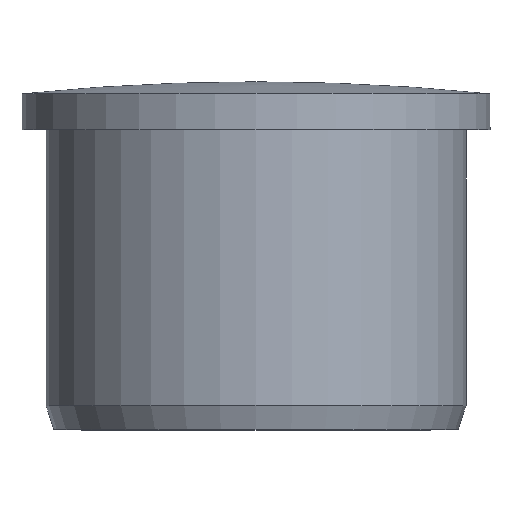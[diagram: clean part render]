
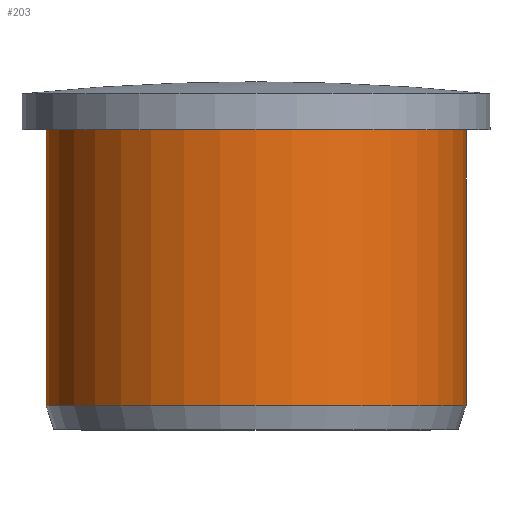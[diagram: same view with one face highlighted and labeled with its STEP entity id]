
A CAD part, top view. The second image highlights one B-rep face of the part: STEP entity #203.
In plain terms, the highlighted cylindrical face has radius 17.5 mm (diameter 35 mm), a partial arc.
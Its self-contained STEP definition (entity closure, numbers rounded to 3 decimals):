
#26 = EDGE_CURVE ( 'NONE', #311, #317, #40, .T. ) ;
#27 = CARTESIAN_POINT ( 'NONE',  ( -17.5, 28.2, 0. ) ) ;
#37 = CARTESIAN_POINT ( 'NONE',  ( 17.5, 25., 0. ) ) ;
#40 = LINE ( 'NONE', #27, #41 ) ;
#41 = VECTOR ( 'NONE', #212, 1000. ) ;
#68 = DIRECTION ( 'NONE',  ( 0., 1., 0. ) ) ;
#69 = DIRECTION ( 'NONE',  ( -1., 0., 0. ) ) ;
#70 = CIRCLE ( 'NONE', #102, 17.5 ) ;
#87 = AXIS2_PLACEMENT_3D ( 'NONE', #343, #155, #301 ) ;
#93 = FACE_OUTER_BOUND ( 'NONE', #222, .T. ) ;
#101 = CARTESIAN_POINT ( 'NONE',  ( 17.5, 28.2, 0. ) ) ;
#102 = AXIS2_PLACEMENT_3D ( 'NONE', #283, #122, #348 ) ;
#110 = ORIENTED_EDGE ( 'NONE', *, *, #193, .T. ) ;
#114 = VERTEX_POINT ( 'NONE', #304 ) ;
#122 = DIRECTION ( 'NONE',  ( 0., 1., 0. ) ) ;
#135 = ORIENTED_EDGE ( 'NONE', *, *, #26, .F. ) ;
#139 = CYLINDRICAL_SURFACE ( 'NONE', #286, 17.5 ) ;
#147 = CIRCLE ( 'NONE', #87, 17.5 ) ;
#155 = DIRECTION ( 'NONE',  ( 0., 1., 0. ) ) ;
#168 = EDGE_CURVE ( 'NONE', #317, #241, #147, .T. ) ;
#193 = EDGE_CURVE ( 'NONE', #114, #241, #356, .T. ) ;
#198 = EDGE_CURVE ( 'NONE', #311, #114, #70, .T. ) ;
#203 = ADVANCED_FACE ( 'NONE', ( #93 ), #139, .T. ) ;
#208 = ORIENTED_EDGE ( 'NONE', *, *, #168, .F. ) ;
#212 = DIRECTION ( 'NONE',  ( 0., 1., 0. ) ) ;
#222 = EDGE_LOOP ( 'NONE', ( #350, #110, #208, #135 ) ) ;
#241 = VERTEX_POINT ( 'NONE', #37 ) ;
#253 = VECTOR ( 'NONE', #68, 1000. ) ;
#254 = DIRECTION ( 'NONE',  ( 0., 1., 0. ) ) ;
#280 = CARTESIAN_POINT ( 'NONE',  ( 0., 28.2, 0. ) ) ;
#283 = CARTESIAN_POINT ( 'NONE',  ( 0., 2., 0. ) ) ;
#286 = AXIS2_PLACEMENT_3D ( 'NONE', #280, #254, #69 ) ;
#301 = DIRECTION ( 'NONE',  ( -1., 0., 0. ) ) ;
#304 = CARTESIAN_POINT ( 'NONE',  ( 17.5, 2., 0. ) ) ;
#311 = VERTEX_POINT ( 'NONE', #324 ) ;
#317 = VERTEX_POINT ( 'NONE', #359 ) ;
#324 = CARTESIAN_POINT ( 'NONE',  ( -17.5, 2., 0. ) ) ;
#343 = CARTESIAN_POINT ( 'NONE',  ( 0., 25., 0. ) ) ;
#348 = DIRECTION ( 'NONE',  ( -1., 0., 0. ) ) ;
#350 = ORIENTED_EDGE ( 'NONE', *, *, #198, .T. ) ;
#356 = LINE ( 'NONE', #101, #253 ) ;
#359 = CARTESIAN_POINT ( 'NONE',  ( -17.5, 25., 0. ) ) ;
